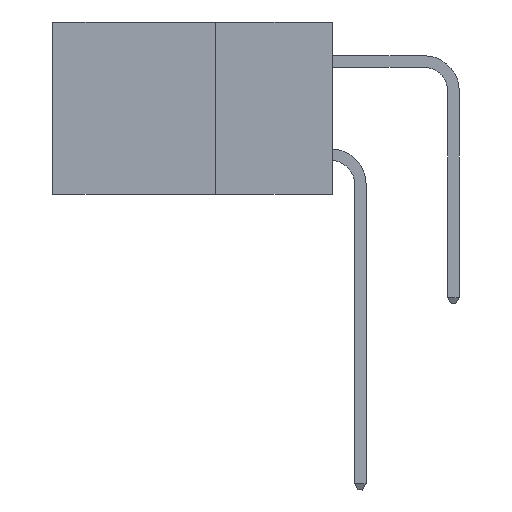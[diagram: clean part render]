
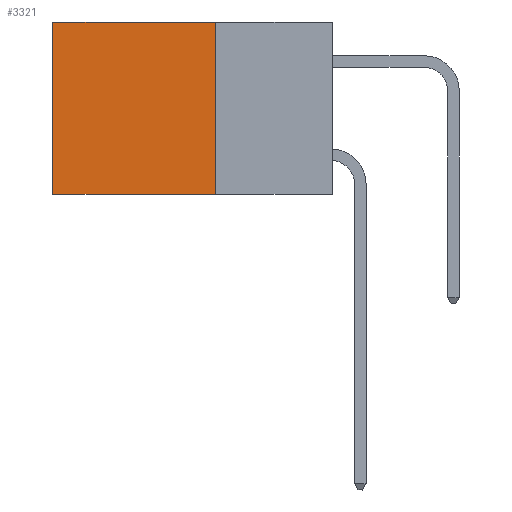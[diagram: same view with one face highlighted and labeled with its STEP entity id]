
A CAD part, left-side view. The second image highlights one B-rep face of the part: STEP entity #3321.
In plain terms, the highlighted planar face has unit normal (-1, 0, 0).
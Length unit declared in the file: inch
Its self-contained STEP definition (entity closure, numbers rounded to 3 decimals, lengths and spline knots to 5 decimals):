
#547 = CARTESIAN_POINT ( 'NONE',  ( 0.298, 0.25, 0. ) ) ;
#1176 = DIRECTION ( 'NONE',  ( 0., 0., -1. ) ) ;
#1459 = VERTEX_POINT ( 'NONE', #4983 ) ;
#2320 = VECTOR ( 'NONE', #6836, 39.37008 ) ;
#2788 = LINE ( 'NONE', #10537, #8168 ) ;
#3321 = ADVANCED_FACE ( 'NONE', ( #13399 ), #12823, .F. ) ;
#3868 = ORIENTED_EDGE ( 'NONE', *, *, #9807, .T. ) ;
#3882 = ORIENTED_EDGE ( 'NONE', *, *, #7793, .F. ) ;
#4881 = CARTESIAN_POINT ( 'NONE',  ( 0.298, 0.6, -0.37 ) ) ;
#4983 = CARTESIAN_POINT ( 'NONE',  ( 0.298, 0.6, 0. ) ) ;
#5222 = CARTESIAN_POINT ( 'NONE',  ( 0.298, 0.25, 0. ) ) ;
#5731 = CARTESIAN_POINT ( 'NONE',  ( 0.298, 0.25, 0. ) ) ;
#5874 = DIRECTION ( 'NONE',  ( 0., 0., -1. ) ) ;
#6011 = CARTESIAN_POINT ( 'NONE',  ( 0.298, 0.25, -0.37 ) ) ;
#6328 = VERTEX_POINT ( 'NONE', #4881 ) ;
#6438 = EDGE_CURVE ( 'NONE', #10623, #13316, #8990, .T. ) ;
#6836 = DIRECTION ( 'NONE',  ( 0., 1., 0. ) ) ;
#7419 = LINE ( 'NONE', #10169, #12390 ) ;
#7793 = EDGE_CURVE ( 'NONE', #13316, #6328, #2788, .T. ) ;
#8168 = VECTOR ( 'NONE', #8385, 39.37008 ) ;
#8385 = DIRECTION ( 'NONE',  ( 0., 1., 0. ) ) ;
#8990 = LINE ( 'NONE', #11481, #11492 ) ;
#9807 = EDGE_CURVE ( 'NONE', #1459, #6328, #7419, .T. ) ;
#10169 = CARTESIAN_POINT ( 'NONE',  ( 0.298, 0.6, 0. ) ) ;
#10537 = CARTESIAN_POINT ( 'NONE',  ( 0.298, 0.25, -0.37 ) ) ;
#10578 = EDGE_LOOP ( 'NONE', ( #3868, #3882, #11493, #11988 ) ) ;
#10623 = VERTEX_POINT ( 'NONE', #5222 ) ;
#10853 = LINE ( 'NONE', #5731, #2320 ) ;
#11481 = CARTESIAN_POINT ( 'NONE',  ( 0.298, 0.25, 0. ) ) ;
#11492 = VECTOR ( 'NONE', #13609, 39.37008 ) ;
#11493 = ORIENTED_EDGE ( 'NONE', *, *, #6438, .F. ) ;
#11988 = ORIENTED_EDGE ( 'NONE', *, *, #13111, .T. ) ;
#12390 = VECTOR ( 'NONE', #5874, 39.37008 ) ;
#12686 = AXIS2_PLACEMENT_3D ( 'NONE', #547, #13099, #1176 ) ;
#12823 = PLANE ( 'NONE',  #12686 ) ;
#13099 = DIRECTION ( 'NONE',  ( 1., 0., 0. ) ) ;
#13111 = EDGE_CURVE ( 'NONE', #10623, #1459, #10853, .T. ) ;
#13316 = VERTEX_POINT ( 'NONE', #6011 ) ;
#13399 = FACE_OUTER_BOUND ( 'NONE', #10578, .T. ) ;
#13609 = DIRECTION ( 'NONE',  ( 0., 0., -1. ) ) ;
